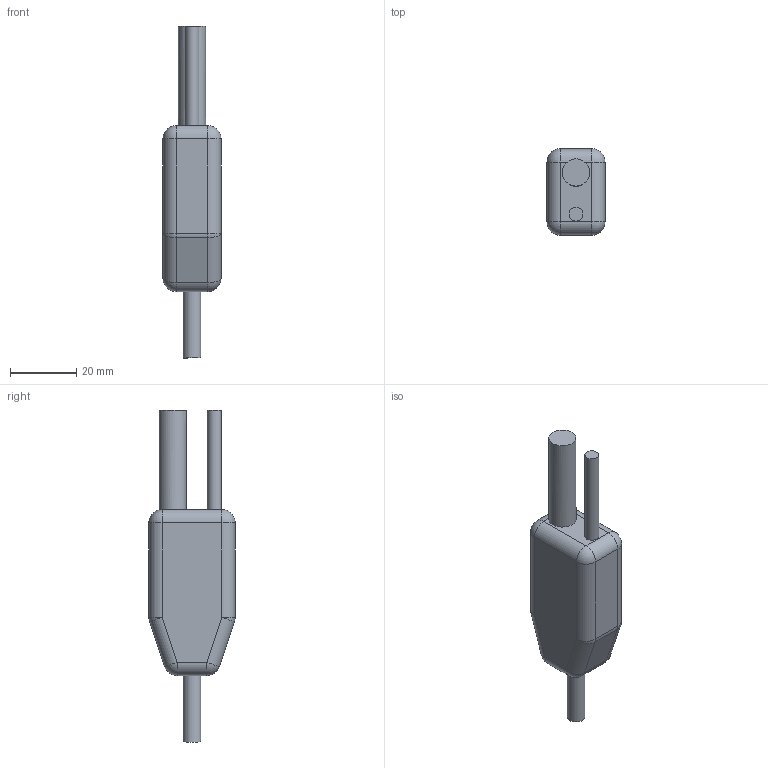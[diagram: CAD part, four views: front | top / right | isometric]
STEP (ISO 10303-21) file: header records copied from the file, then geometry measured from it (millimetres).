
FILE_DESCRIPTION(/* description */ (''),/* implementation_level */ '2;1');
FILE_NAME(/* name */ 'Wire harrness.step',/* time_stamp */ '2025-09-22T16:07:03-04:00',/* author */ (''),/* organization */ (''),/* preprocessor_version */ 'ST-DEVELOPER v20.1',/* originating_system */ 'Autodesk Translation Framework v14.17.0.0',/* authorisation */ '');
FILE_SCHEMA (('AUTOMOTIVE_DESIGN { 1 0 10303 214 3 1 1 }'));
Length unit declared in the file: millimetre
Products named in the file (1): Wire harrness
Bounding box: 17.5 x 26 x 100 mm (x, y, z)
Volume: 22453.6 mm3; surface area: 5823.4 mm2
Topology: 1 solids, 1 shells, 45 faces, 85 edges, 44 vertices
Faces by surface type: cylinder 21, plane 12, sphere 12
Full cylindrical faces by diameter (mm): 4.2 x1, 5.4 x1, 8.2 x1
Entity records: 1132 total; most frequent: DIRECTION 221, CARTESIAN_POINT 175, ORIENTED_EDGE 170, AXIS2_PLACEMENT_3D 90, EDGE_CURVE 85, EDGE_LOOP 47, FACE_OUTER_BOUND 45, ADVANCED_FACE 45
